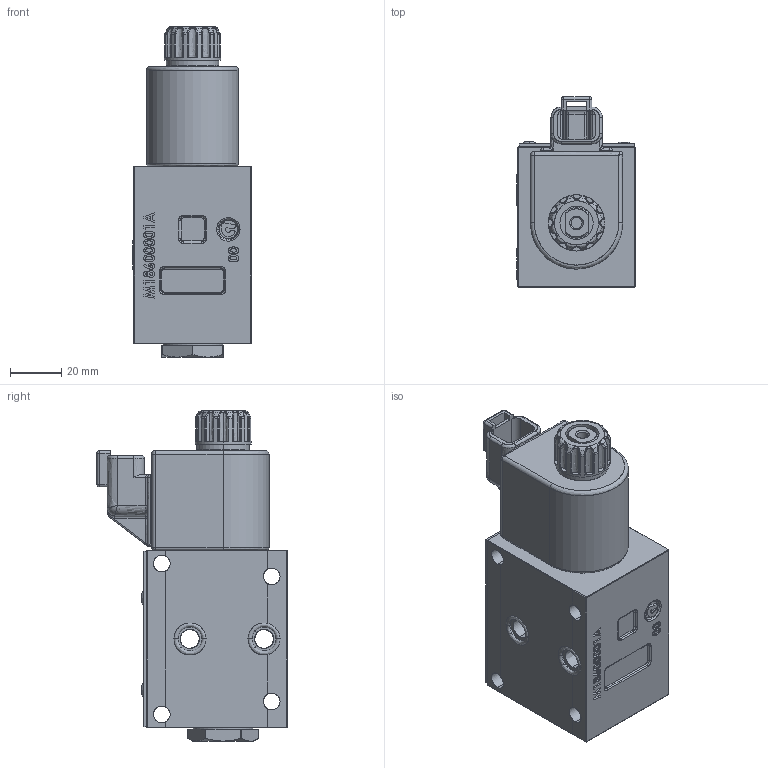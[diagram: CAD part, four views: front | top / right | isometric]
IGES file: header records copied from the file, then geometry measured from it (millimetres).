
Start section: SolidWorks IGES file using analytic representation for surfaces
Global section: file name: CDC3AE--F-CX2.igs; native system: SolidWorks 2012; preprocessor: SolidWorks 2012; author: serviziopdm; date: 131010.082444; units: millimetre
Bounding box: 46.43 x 74.4 x 129.2 mm (x, y, z)
Surface area: 40340 mm2 (no closed solid volume)
Topology: 0 solids, 0 shells, 755 faces, 9906 edges, 9887 vertices
Faces by surface type: bspline 524, revolution 231
